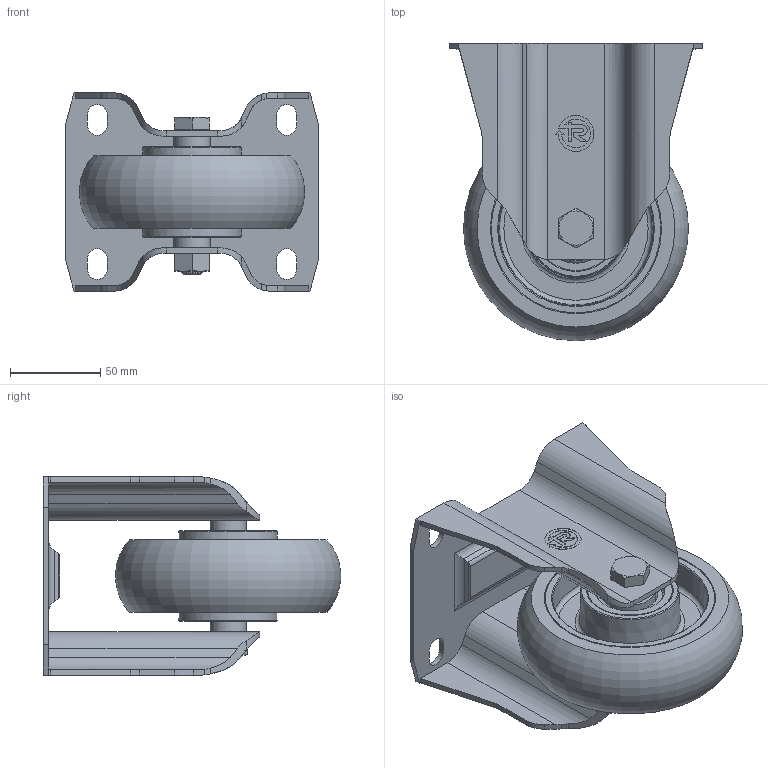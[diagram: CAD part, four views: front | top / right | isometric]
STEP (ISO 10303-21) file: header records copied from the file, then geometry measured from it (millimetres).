
FILE_DESCRIPTION( ( 'STEP AP214' ), ' ' );
FILE_NAME( 'SF_NL_628813.stp', '2018-04-04T07:38:59', ( '' ), ( '' ), ' ', 'PARTsolutions', ' ' );
FILE_SCHEMA( ( 'AUTOMOTIVE_DESIGN { 1 0 10303 214 1 1 1 1 }' ) );
Length unit declared in the file: millimetre
Products named in the file (8): SF/NL 628813; _624143; _Serie 62 ER HUB -622143- 20; _Serie 62 ER SHAFT - 622143- 20; _Shaft 125-M8-40-20600; _SF/NL (125-140x110-40166)-b; _Bolt M12(20-125-40-80GREY); _Nut M12(125-40-20-60GREY)
Assembly tree (8 placements, depth 2):
  SF/NL 628813
    _624143
    _Serie 62 ER HUB -622143- 20  x2
    _Serie 62 ER SHAFT - 622143- 20
    _Shaft 125-M8-40-20600
    _SF/NL (125-140x110-40166)-b
    _Bolt M12(20-125-40-80GREY)
    _Nut M12(125-40-20-60GREY)
Bounding box: 140 x 164.91 x 110 mm (x, y, z)
Volume: 468024.8 mm3; surface area: 169172.8 mm2
Topology: 8 solids, 8 shells, 325 faces, 805 edges, 521 vertices
Faces by surface type: plane 177, cylinder 104, cone 31, torus 13
Full cylindrical faces by diameter (mm): 8 x3, 10.106 x1, 12 x1, 16.47 x1, 20 x3, 21 x1, 25 x1, 28.08 x4, 30.79 x4, 36.21 x4, 38.92 x4, 44 x1, 47 x4, 94 x2, 95 x2
Entity records: 11904 total; most frequent: CARTESIAN_POINT 2063, DIRECTION 1496, ORIENTED_EDGE 1446, EDGE_CURVE 723, AXIS2_PLACEMENT_3D 527, VERTEX_POINT 502, LINE 442, VECTOR 442
